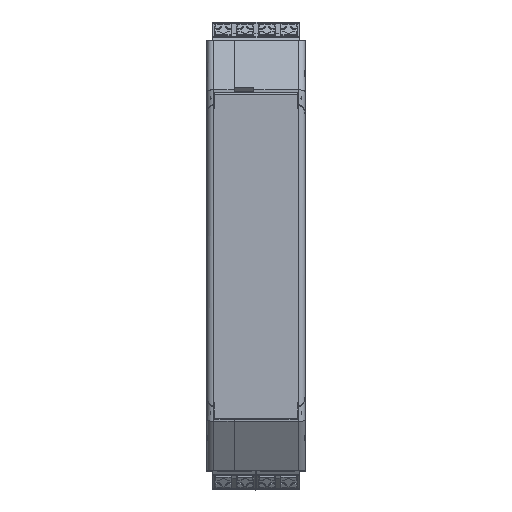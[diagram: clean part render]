
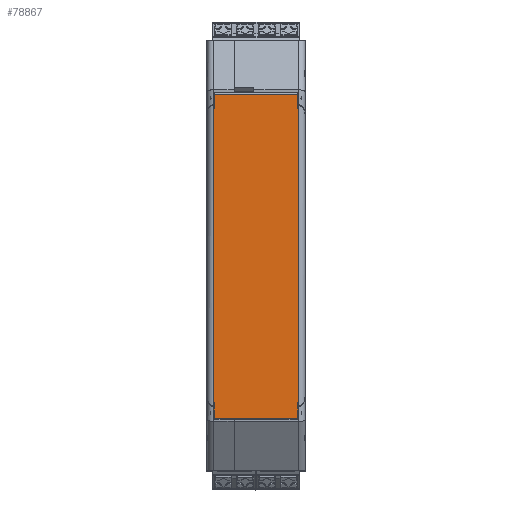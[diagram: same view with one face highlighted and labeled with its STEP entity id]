
A CAD part, top view. The second image highlights one B-rep face of the part: STEP entity #78867.
In plain terms, the highlighted face is planar.
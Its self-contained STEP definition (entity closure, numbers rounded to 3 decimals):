
#4905=VERTEX_POINT('',#110901);
#4906=VERTEX_POINT('',#110903);
#4924=VERTEX_POINT('',#110942);
#4930=VERTEX_POINT('',#110954);
#4937=VERTEX_POINT('',#110981);
#4939=VERTEX_POINT('',#110987);
#4945=VERTEX_POINT('',#111002);
#4946=VERTEX_POINT('',#111003);
#4947=VERTEX_POINT('',#111005);
#4948=VERTEX_POINT('',#111007);
#4949=VERTEX_POINT('',#111009);
#4950=VERTEX_POINT('',#111011);
#13327=VECTOR('',#91054,1.);
#13346=VECTOR('',#91086,1.);
#13357=VECTOR('',#91110,1.);
#13359=VECTOR('',#91116,1.);
#13364=VECTOR('',#91127,1.);
#13365=VECTOR('',#91128,1.);
#13366=VECTOR('',#91129,1.);
#13367=VECTOR('',#91130,1.);
#13368=VECTOR('',#91131,1.);
#13369=VECTOR('',#91132,1.);
#13370=VECTOR('',#91133,1.);
#13371=VECTOR('',#91134,1.);
#23622=LINE('',#110902,#13327);
#23641=LINE('',#110955,#13346);
#23652=LINE('',#110980,#13357);
#23654=LINE('',#110986,#13359);
#23659=LINE('',#111001,#13364);
#23660=LINE('',#111004,#13365);
#23661=LINE('',#111006,#13366);
#23662=LINE('',#111008,#13367);
#23663=LINE('',#111010,#13368);
#23664=LINE('',#111012,#13369);
#23665=LINE('',#111013,#13370);
#23666=LINE('',#111014,#13371);
#34169=EDGE_CURVE('',#4906,#4905,#23622,.T.);
#34194=EDGE_CURVE('',#4930,#4924,#23641,.T.);
#34208=EDGE_CURVE('',#4937,#4924,#23652,.T.);
#34211=EDGE_CURVE('',#4939,#4906,#23654,.T.);
#34218=EDGE_CURVE('',#4945,#4946,#23659,.T.);
#34219=EDGE_CURVE('',#4947,#4946,#23660,.T.);
#34220=EDGE_CURVE('',#4947,#4948,#23661,.T.);
#34221=EDGE_CURVE('',#4949,#4948,#23662,.T.);
#34222=EDGE_CURVE('',#4949,#4950,#23663,.T.);
#34223=EDGE_CURVE('',#4937,#4950,#23664,.T.);
#34224=EDGE_CURVE('',#4930,#4939,#23665,.T.);
#34225=EDGE_CURVE('',#4905,#4945,#23666,.T.);
#48468=ORIENTED_EDGE('',*,*,#34218,.T.);
#48469=ORIENTED_EDGE('',*,*,#34219,.F.);
#48470=ORIENTED_EDGE('',*,*,#34220,.T.);
#48471=ORIENTED_EDGE('',*,*,#34221,.F.);
#48472=ORIENTED_EDGE('',*,*,#34222,.T.);
#48473=ORIENTED_EDGE('',*,*,#34223,.F.);
#48474=ORIENTED_EDGE('',*,*,#34208,.T.);
#48475=ORIENTED_EDGE('',*,*,#34194,.F.);
#48476=ORIENTED_EDGE('',*,*,#34224,.T.);
#48477=ORIENTED_EDGE('',*,*,#34211,.T.);
#48478=ORIENTED_EDGE('',*,*,#34169,.T.);
#48479=ORIENTED_EDGE('',*,*,#34225,.T.);
#69385=EDGE_LOOP('',(#48468,#48469,#48470,#48471,#48472,#48473,#48474,#48475,
#48476,#48477,#48478,#48479));
#74137=FACE_BOUND('',#69385,.T.);
#78867=ADVANCED_FACE('',(#74137),#132552,.T.);
#83379=AXIS2_PLACEMENT_3D('',#111000,#91126,$);
#91054=DIRECTION('',(0.,0.,-1.));
#91086=DIRECTION('',(-1.,0.,0.));
#91110=DIRECTION('',(0.,0.,1.));
#91116=DIRECTION('',(1.,0.,0.));
#91126=DIRECTION('',(0.,1.,0.));
#91127=DIRECTION('',(0.,0.,-1.));
#91128=DIRECTION('',(1.,0.,0.));
#91129=DIRECTION('',(0.,0.,-1.));
#91130=DIRECTION('',(1.,0.,0.));
#91131=DIRECTION('',(0.,0.,1.));
#91132=DIRECTION('',(1.,0.,0.));
#91133=DIRECTION('',(0.,0.,1.));
#91134=DIRECTION('',(1.,0.,0.));
#110901=CARTESIAN_POINT('',(34.6,114.5,7.15));
#110902=CARTESIAN_POINT('',(34.6,114.5,8.8));
#110903=CARTESIAN_POINT('',(34.6,114.5,7.3));
#110942=CARTESIAN_POINT('',(-37.2,114.5,7.15));
#110954=CARTESIAN_POINT('',(-34.6,114.5,7.15));
#110955=CARTESIAN_POINT('',(-32.78,114.5,7.15));
#110980=CARTESIAN_POINT('',(-37.2,114.5,-7.25));
#110981=CARTESIAN_POINT('',(-37.2,114.5,-12.15));
#110986=CARTESIAN_POINT('',(-32.78,114.5,7.3));
#110987=CARTESIAN_POINT('',(-34.6,114.5,7.3));
#111000=CARTESIAN_POINT('',(-37.2,114.5,-10.772));
#111001=CARTESIAN_POINT('',(37.5,114.5,8.8));
#111002=CARTESIAN_POINT('',(37.5,114.5,7.15));
#111003=CARTESIAN_POINT('',(37.5,114.5,-12.15));
#111004=CARTESIAN_POINT('',(-32.78,114.5,-12.15));
#111005=CARTESIAN_POINT('',(34.6,114.5,-12.15));
#111006=CARTESIAN_POINT('',(34.6,114.5,8.8));
#111007=CARTESIAN_POINT('',(34.6,114.5,-12.3));
#111008=CARTESIAN_POINT('',(-32.78,114.5,-12.3));
#111009=CARTESIAN_POINT('',(-34.6,114.5,-12.3));
#111010=CARTESIAN_POINT('',(-34.6,114.5,8.8));
#111011=CARTESIAN_POINT('',(-34.6,114.5,-12.15));
#111012=CARTESIAN_POINT('',(-32.78,114.5,-12.15));
#111013=CARTESIAN_POINT('',(-34.6,114.5,8.8));
#111014=CARTESIAN_POINT('',(-32.78,114.5,7.15));
#132552=PLANE('',#83379);
